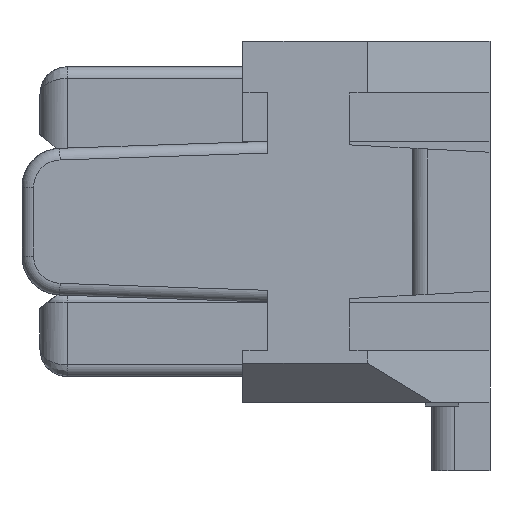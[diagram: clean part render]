
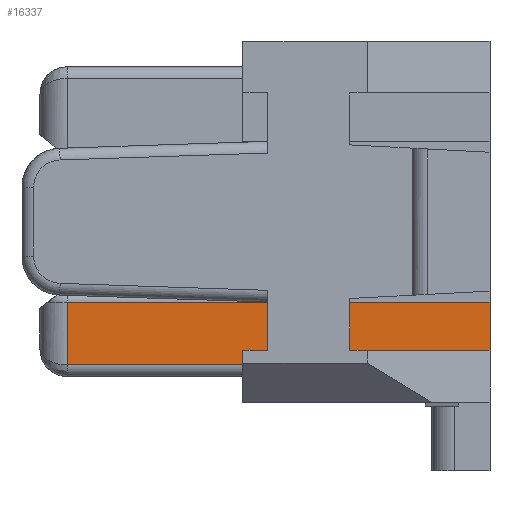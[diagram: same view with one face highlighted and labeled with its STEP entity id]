
A CAD part, front view. The second image highlights one B-rep face of the part: STEP entity #16337.
In plain terms, the highlighted planar face has unit normal (0, -1, 0).
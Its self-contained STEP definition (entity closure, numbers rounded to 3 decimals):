
#1495 = DIRECTION ( 'NONE',  ( 0., 0., -1. ) ) ;
#1902 = CARTESIAN_POINT ( 'NONE',  ( 5.77, -4.15, -1.03 ) ) ;
#3295 = ORIENTED_EDGE ( 'NONE', *, *, #17440, .T. ) ;
#4526 = EDGE_CURVE ( 'NONE', #22864, #16982, #32975, .T. ) ;
#4907 = PLANE ( 'NONE',  #14128 ) ;
#4928 = LINE ( 'NONE', #27320, #15309 ) ;
#5562 = VERTEX_POINT ( 'NONE', #6211 ) ;
#5612 = DIRECTION ( 'NONE',  ( 1., 0., 0. ) ) ;
#6211 = CARTESIAN_POINT ( 'NONE',  ( 0.35, -4.15, -1.835 ) ) ;
#6670 = VECTOR ( 'NONE', #19367, 1000. ) ;
#6968 = LINE ( 'NONE', #24081, #6670 ) ;
#7568 = CARTESIAN_POINT ( 'NONE',  ( 0., -4.15, 0. ) ) ;
#7773 = LINE ( 'NONE', #25087, #18781 ) ;
#10055 = CARTESIAN_POINT ( 'NONE',  ( 2.6, -4.15, -1.835 ) ) ;
#10579 = ORIENTED_EDGE ( 'NONE', *, *, #4526, .T. ) ;
#10825 = VECTOR ( 'NONE', #30311, 1000. ) ;
#11227 = CARTESIAN_POINT ( 'NONE',  ( 5.77, -4.15, -1.03 ) ) ;
#11312 = LINE ( 'NONE', #1902, #11422 ) ;
#11422 = VECTOR ( 'NONE', #25064, 1000. ) ;
#11475 = ORIENTED_EDGE ( 'NONE', *, *, #20880, .F. ) ;
#12349 = ORIENTED_EDGE ( 'NONE', *, *, #29522, .F. ) ;
#12829 = DIRECTION ( 'NONE',  ( 0., 1., 0. ) ) ;
#13334 = CARTESIAN_POINT ( 'NONE',  ( 2.6, -4.15, -1.03 ) ) ;
#14128 = AXIS2_PLACEMENT_3D ( 'NONE', #7568, #12829, #23128 ) ;
#15309 = VECTOR ( 'NONE', #21646, 1000. ) ;
#15374 = CARTESIAN_POINT ( 'NONE',  ( 2.6, -4.15, -1.65 ) ) ;
#16337 = ADVANCED_FACE ( 'NONE', ( #30867 ), #4907, .F. ) ;
#16378 = CARTESIAN_POINT ( 'NONE',  ( 0.35, -4.15, -1.03 ) ) ;
#16982 = VERTEX_POINT ( 'NONE', #28763 ) ;
#17440 = EDGE_CURVE ( 'NONE', #22641, #5562, #7773, .T. ) ;
#18781 = VECTOR ( 'NONE', #1495, 1000. ) ;
#18989 = EDGE_LOOP ( 'NONE', ( #3295, #30649, #10579, #19026, #11475, #30098, #12349 ) ) ;
#19026 = ORIENTED_EDGE ( 'NONE', *, *, #24798, .T. ) ;
#19367 = DIRECTION ( 'NONE',  ( 1., 0., 0. ) ) ;
#20880 = EDGE_CURVE ( 'NONE', #25143, #25304, #11312, .T. ) ;
#21646 = DIRECTION ( 'NONE',  ( 1., 0., 0. ) ) ;
#21965 = CARTESIAN_POINT ( 'NONE',  ( 0.35, -4.15, -1.03 ) ) ;
#22641 = VERTEX_POINT ( 'NONE', #16378 ) ;
#22864 = VERTEX_POINT ( 'NONE', #10055 ) ;
#23128 = DIRECTION ( 'NONE',  ( 1., 0., 0. ) ) ;
#24081 = CARTESIAN_POINT ( 'NONE',  ( 2.6, -4.15, -1.03 ) ) ;
#24526 = DIRECTION ( 'NONE',  ( 1., 0., 0. ) ) ;
#24774 = CARTESIAN_POINT ( 'NONE',  ( 5.77, -4.15, -1.65 ) ) ;
#24798 = EDGE_CURVE ( 'NONE', #16982, #25304, #31196, .T. ) ;
#25064 = DIRECTION ( 'NONE',  ( 0., 0., -1. ) ) ;
#25087 = CARTESIAN_POINT ( 'NONE',  ( 0.35, -4.15, -1.03 ) ) ;
#25143 = VERTEX_POINT ( 'NONE', #11227 ) ;
#25304 = VERTEX_POINT ( 'NONE', #24774 ) ;
#27320 = CARTESIAN_POINT ( 'NONE',  ( 0.35, -4.15, -1.835 ) ) ;
#27643 = CARTESIAN_POINT ( 'NONE',  ( 2.6, -4.15, -1.835 ) ) ;
#28491 = VECTOR ( 'NONE', #24526, 1000. ) ;
#28763 = CARTESIAN_POINT ( 'NONE',  ( 2.6, -4.15, -1.65 ) ) ;
#28908 = LINE ( 'NONE', #21965, #28491 ) ;
#28949 = VERTEX_POINT ( 'NONE', #13334 ) ;
#29522 = EDGE_CURVE ( 'NONE', #22641, #28949, #28908, .T. ) ;
#30098 = ORIENTED_EDGE ( 'NONE', *, *, #32558, .F. ) ;
#30311 = DIRECTION ( 'NONE',  ( 0., 0., 1. ) ) ;
#30649 = ORIENTED_EDGE ( 'NONE', *, *, #32084, .T. ) ;
#30867 = FACE_OUTER_BOUND ( 'NONE', #18989, .T. ) ;
#31196 = LINE ( 'NONE', #15374, #32523 ) ;
#32084 = EDGE_CURVE ( 'NONE', #5562, #22864, #4928, .T. ) ;
#32523 = VECTOR ( 'NONE', #5612, 1000. ) ;
#32558 = EDGE_CURVE ( 'NONE', #28949, #25143, #6968, .T. ) ;
#32975 = LINE ( 'NONE', #27643, #10825 ) ;
